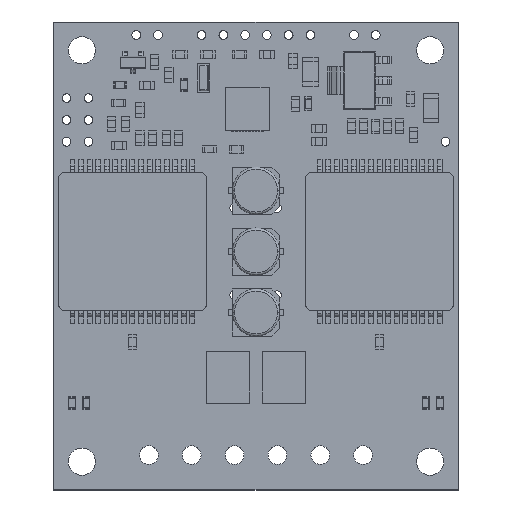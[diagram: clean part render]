
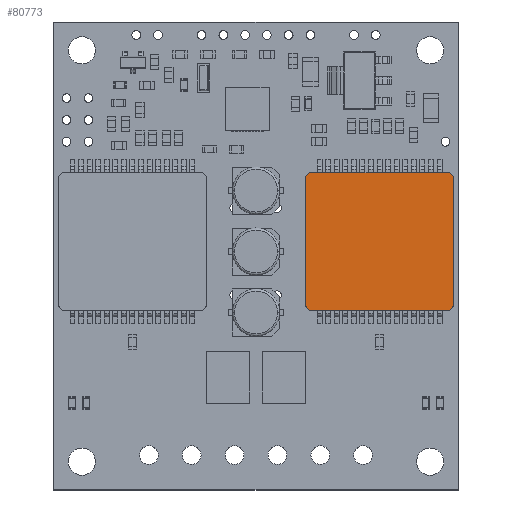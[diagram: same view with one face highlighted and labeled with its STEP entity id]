
A CAD part, top view. The second image highlights one B-rep face of the part: STEP entity #80773.
In plain terms, the highlighted planar face has unit normal (0, 0, 1).
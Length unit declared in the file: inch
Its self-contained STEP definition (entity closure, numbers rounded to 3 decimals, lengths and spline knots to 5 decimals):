
#1035 = FACE_OUTER_BOUND ( 'NONE', #55159, .T. ) ;
#2187 = ORIENTED_EDGE ( 'NONE', *, *, #9354, .T. ) ;
#2500 = CARTESIAN_POINT ( 'NONE',  ( 1.15874, 1.43826, 0.15058 ) ) ;
#2766 = VECTOR ( 'NONE', #22199, 39.37008 ) ;
#3613 = ORIENTED_EDGE ( 'NONE', *, *, #6067, .T. ) ;
#5659 = CARTESIAN_POINT ( 'NONE',  ( 1.83637, 0.84521, 0.15058 ) ) ;
#6067 = EDGE_CURVE ( 'NONE', #14688, #41727, #21229, .T. ) ;
#6757 = EDGE_CURVE ( 'NONE', #94211, #12187, #21251, .T. ) ;
#7612 = VECTOR ( 'NONE', #56858, 39.37008 ) ;
#9354 = EDGE_CURVE ( 'NONE', #34743, #94211, #77103, .T. ) ;
#11125 = DIRECTION ( 'NONE',  ( 0., 1., 0. ) ) ;
#11442 = LINE ( 'NONE', #27382, #7612 ) ;
#12187 = VERTEX_POINT ( 'NONE', #5659 ) ;
#12258 = VECTOR ( 'NONE', #71058, 39.37008 ) ;
#12626 = EDGE_CURVE ( 'NONE', #14823, #61810, #11442, .T. ) ;
#13359 = ORIENTED_EDGE ( 'NONE', *, *, #6757, .T. ) ;
#13409 = CARTESIAN_POINT ( 'NONE',  ( 1.17741, 0.82654, 0.15058 ) ) ;
#14688 = VERTEX_POINT ( 'NONE', #20641 ) ;
#14823 = VERTEX_POINT ( 'NONE', #31723 ) ;
#15584 = DIRECTION ( 'NONE',  ( 0., 1., 0. ) ) ;
#17915 = PLANE ( 'NONE',  #65388 ) ;
#20641 = CARTESIAN_POINT ( 'NONE',  ( 1.83637, 1.43826, 0.15058 ) ) ;
#21229 = LINE ( 'NONE', #66649, #2766 ) ;
#21251 = LINE ( 'NONE', #54801, #12258 ) ;
#22199 = DIRECTION ( 'NONE',  ( -0.707, 0.707, 0. ) ) ;
#23138 = EDGE_CURVE ( 'NONE', #61810, #35713, #30439, .T. ) ;
#23262 = CARTESIAN_POINT ( 'NONE',  ( 1.77315, 1.5, 0.15058 ) ) ;
#25650 = VECTOR ( 'NONE', #82096, 39.37008 ) ;
#27004 = CARTESIAN_POINT ( 'NONE',  ( 1.81771, 1.45693, 0.15058 ) ) ;
#27382 = CARTESIAN_POINT ( 'NONE',  ( 1.49682, 1.77633, 0.15058 ) ) ;
#30439 = LINE ( 'NONE', #67615, #25650 ) ;
#31723 = CARTESIAN_POINT ( 'NONE',  ( 1.17741, 1.45693, 0.15058 ) ) ;
#34743 = VERTEX_POINT ( 'NONE', #13409 ) ;
#35713 = VERTEX_POINT ( 'NONE', #53590 ) ;
#37915 = ORIENTED_EDGE ( 'NONE', *, *, #23138, .T. ) ;
#39653 = EDGE_CURVE ( 'NONE', #41727, #14823, #78538, .T. ) ;
#40442 = DIRECTION ( 'NONE',  ( 1., 0., 0. ) ) ;
#41727 = VERTEX_POINT ( 'NONE', #27004 ) ;
#41831 = VECTOR ( 'NONE', #56282, 39.37008 ) ;
#43867 = VECTOR ( 'NONE', #56382, 39.37008 ) ;
#44026 = ORIENTED_EDGE ( 'NONE', *, *, #39653, .T. ) ;
#47857 = VECTOR ( 'NONE', #15584, 39.37008 ) ;
#48148 = ORIENTED_EDGE ( 'NONE', *, *, #67073, .T. ) ;
#53590 = CARTESIAN_POINT ( 'NONE',  ( 1.15874, 0.84521, 0.15058 ) ) ;
#54801 = CARTESIAN_POINT ( 'NONE',  ( 2.13216, 1.14099, 0.15058 ) ) ;
#54867 = LINE ( 'NONE', #91524, #41831 ) ;
#55159 = EDGE_LOOP ( 'NONE', ( #2187, #13359, #48148, #3613, #44026, #75716, #37915, #56394 ) ) ;
#56282 = DIRECTION ( 'NONE',  ( 0.707, -0.707, 0. ) ) ;
#56382 = DIRECTION ( 'NONE',  ( -1., 0., 0. ) ) ;
#56394 = ORIENTED_EDGE ( 'NONE', *, *, #78907, .T. ) ;
#56858 = DIRECTION ( 'NONE',  ( -0.707, -0.707, 0. ) ) ;
#60459 = DIRECTION ( 'NONE',  ( 0., 0., -1. ) ) ;
#61810 = VERTEX_POINT ( 'NONE', #2500 ) ;
#64490 = CARTESIAN_POINT ( 'NONE',  ( 1.81771, 0.82654, 0.15058 ) ) ;
#65388 = AXIS2_PLACEMENT_3D ( 'NONE', #23262, #60459, #11125 ) ;
#66649 = CARTESIAN_POINT ( 'NONE',  ( 1.77389, 1.50074, 0.15058 ) ) ;
#67073 = EDGE_CURVE ( 'NONE', #12187, #14688, #82691, .T. ) ;
#67615 = CARTESIAN_POINT ( 'NONE',  ( 1.15874, 1.5, 0.15058 ) ) ;
#69182 = CARTESIAN_POINT ( 'NONE',  ( 1.83637, 1.5, 0.15058 ) ) ;
#71058 = DIRECTION ( 'NONE',  ( 0.707, 0.707, 0. ) ) ;
#75716 = ORIENTED_EDGE ( 'NONE', *, *, #12626, .T. ) ;
#77103 = LINE ( 'NONE', #83840, #80559 ) ;
#77149 = CARTESIAN_POINT ( 'NONE',  ( 1.77315, 1.45693, 0.15058 ) ) ;
#78538 = LINE ( 'NONE', #77149, #43867 ) ;
#78907 = EDGE_CURVE ( 'NONE', #35713, #34743, #54867, .T. ) ;
#80559 = VECTOR ( 'NONE', #40442, 39.37008 ) ;
#80773 = ADVANCED_FACE ( 'NONE', ( #1035 ), #17915, .F. ) ;
#82096 = DIRECTION ( 'NONE',  ( 0., -1., 0. ) ) ;
#82691 = LINE ( 'NONE', #69182, #47857 ) ;
#83840 = CARTESIAN_POINT ( 'NONE',  ( 1.77315, 0.82654, 0.15058 ) ) ;
#91524 = CARTESIAN_POINT ( 'NONE',  ( 1.13855, 0.8654, 0.15058 ) ) ;
#94211 = VERTEX_POINT ( 'NONE', #64490 ) ;
